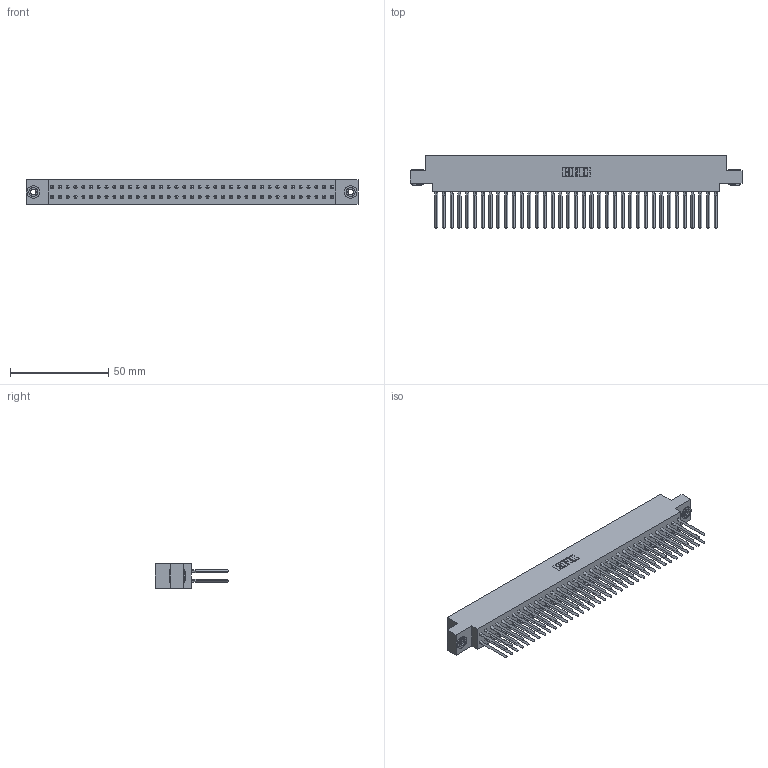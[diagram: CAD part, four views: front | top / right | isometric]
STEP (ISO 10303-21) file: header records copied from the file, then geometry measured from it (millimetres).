
FILE_DESCRIPTION (( 'STEP AP203' ), '1' );
FILE_NAME ('317-074-540-803.STEP', '2020-02-28T07:48:50', ( '' ), ( '' ), 'SwSTEP 2.0', 'SolidWorks 2016', '' );
FILE_SCHEMA (( 'CONFIG_CONTROL_DESIGN' ));
Length unit declared in the file: inch
Products named in the file (4): 317 Part_.156 Dia - TH; 345-250-002_345-250-002-102; 317-074-540-803; 317-290-001_540
Assembly tree (77 placements, depth 2):
  317-074-540-803
    317 Part_.156 Dia - TH
    317-290-001_540  x74
    345-250-002_345-250-002-102  x2
Bounding box: 169.32 x 37.34 x 12.7 mm (x, y, z)
Volume: 28266.9 mm3; surface area: 42168 mm2
Topology: 77 solids, 77 shells, 6726 faces, 18629 edges, 11996 vertices
Faces by surface type: plane 5470, cylinder 952, bspline 296, cone 8
Entity records: 54831 total; most frequent: CARTESIAN_POINT 9950, ORIENTED_EDGE 9442, DIRECTION 7917, EDGE_CURVE 4721, LINE 4441, VECTOR 4441, VERTEX_POINT 3139, AXIS2_PLACEMENT_3D 1738
